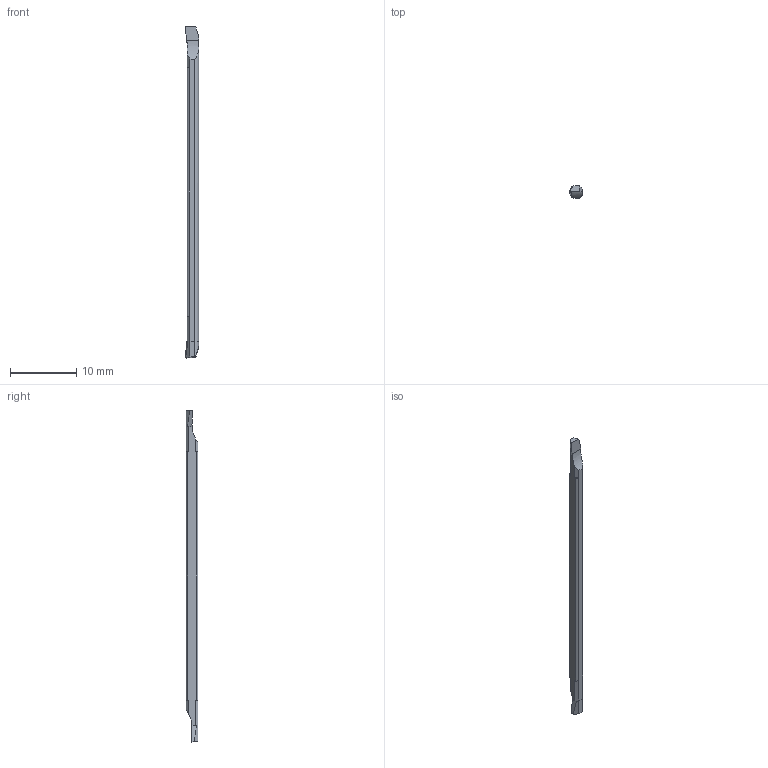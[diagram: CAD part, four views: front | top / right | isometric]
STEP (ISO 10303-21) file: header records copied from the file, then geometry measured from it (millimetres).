
FILE_DESCRIPTION(/* description */ (''),/* implementation_level */ '2;1');
FILE_NAME(/* name */ 'CB02RS-01B.stp',/* time_stamp */ '2023-08-02T11:53:51+09:00',/* author */ (''),/* organization */ (''),/* preprocessor_version */ 'ST-DEVELOPER v16',/* originating_system */ 'SIEMENS PLM Software NX 10.0',/* authorisation */ '');
FILE_SCHEMA (('AUTOMOTIVE_DESIGN { 1 0 10303 214 3 1 1 1 }'));
Length unit declared in the file: millimetre
Products named in the file (1): CB02RS-01B_ASM
Bounding box: 2 x 1.8 x 50 mm (x, y, z)
Volume: 127 mm3; surface area: 297.8 mm2
Topology: 2 solids, 2 shells, 37 faces, 110 edges, 86 vertices
Faces by surface type: plane 28, cylinder 7, extrusion 2
Entity records: 1434 total; most frequent: CARTESIAN_POINT 352, ORIENTED_EDGE 204, DIRECTION 196, EDGE_CURVE 102, VECTOR 82, LINE 80, VERTEX_POINT 69, AXIS2_PLACEMENT_3D 57
